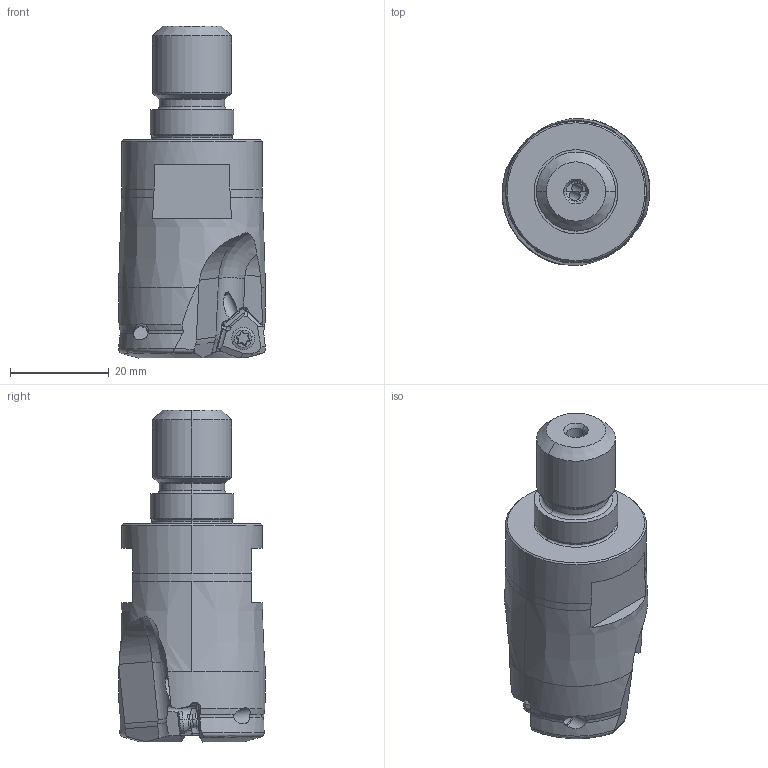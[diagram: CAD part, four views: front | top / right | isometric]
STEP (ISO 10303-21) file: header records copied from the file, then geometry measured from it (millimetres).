
FILE_DESCRIPTION(/* description */ (''),/* implementation_level */ '2;1');
FILE_NAME(/* name */ 'WJX09UR2002AM1645.stp',/* time_stamp */ '2020-10-29T16:34:44+09:00',/* author */ (''),/* organization */ (''),/* preprocessor_version */ 'ST-DEVELOPER v16',/* originating_system */ 'SIEMENS PLM Software NX 10.0',/* authorisation */ '');
FILE_SCHEMA (('AUTOMOTIVE_DESIGN { 1 0 10303 214 3 1 1 1 }'));
Length unit declared in the file: millimetre
Products named in the file (1): WJX09UR2002AM1645_ASM
Bounding box: 29.76 x 29.75 x 67.2 mm (x, y, z)
Volume: 28685.2 mm3; surface area: 7628.5 mm2
Topology: 3 solids, 3 shells, 290 faces, 828 edges, 541 vertices
Faces by surface type: cylinder 114, plane 76, cone 40, torus 32, sphere 16, bspline 12
Entity records: 12342 total; most frequent: CARTESIAN_POINT 4857, ORIENTED_EDGE 1636, DIRECTION 1504, EDGE_CURVE 818, AXIS2_PLACEMENT_3D 638, VERTEX_POINT 536, EDGE_LOOP 300, ADVANCED_FACE 290
